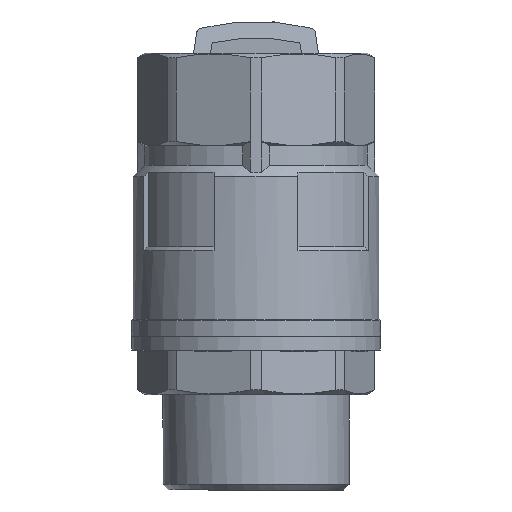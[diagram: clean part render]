
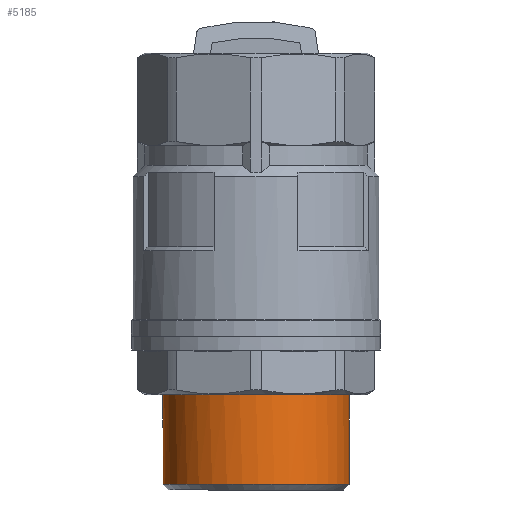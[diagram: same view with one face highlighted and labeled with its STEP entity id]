
A CAD part, left-side view. The second image highlights one B-rep face of the part: STEP entity #5185.
In plain terms, the highlighted cylindrical face has radius 16.625 mm (diameter 33.249 mm), a full revolution.
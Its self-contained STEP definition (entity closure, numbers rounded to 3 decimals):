
#2051=ORIENTED_EDGE('',*,*,#3050,.F.);
#2052=ORIENTED_EDGE('',*,*,#3058,.T.);
#3050=EDGE_CURVE('',#3644,#3644,#3975,.T.);
#3058=EDGE_CURVE('',#3651,#3651,#3982,.T.);
#3644=VERTEX_POINT('',#14523);
#3651=VERTEX_POINT('',#14596);
#3975=CIRCLE('',#6961,16.625);
#3982=CIRCLE('',#6978,16.625);
#4317=EDGE_LOOP('',(#2051));
#4318=EDGE_LOOP('',(#2052));
#4736=FACE_BOUND('',#4317,.T.);
#4737=FACE_BOUND('',#4318,.T.);
#4952=CYLINDRICAL_SURFACE('',#6977,16.625);
#5185=ADVANCED_FACE('',(#4736,#4737),#4952,.T.);
#6961=AXIS2_PLACEMENT_3D('',#14522,#8014,#8015);
#6977=AXIS2_PLACEMENT_3D('',#14594,#8046,#8047);
#6978=AXIS2_PLACEMENT_3D('',#14595,#8048,#8049);
#8014=DIRECTION('',(0.,0.,1.));
#8015=DIRECTION('',(-0.924,0.383,0.));
#8046=DIRECTION('',(0.,0.,1.));
#8047=DIRECTION('',(-0.924,0.383,0.));
#8048=DIRECTION('',(0.,0.,1.));
#8049=DIRECTION('',(1.,0.,0.));
#14522=CARTESIAN_POINT('',(0.,0.,-12.7));
#14523=CARTESIAN_POINT('',(-15.359,6.362,-12.7));
#14594=CARTESIAN_POINT('',(0.,0.,-25.086));
#14595=CARTESIAN_POINT('',(0.,0.,-28.7));
#14596=CARTESIAN_POINT('',(16.625,0.,-28.7));
